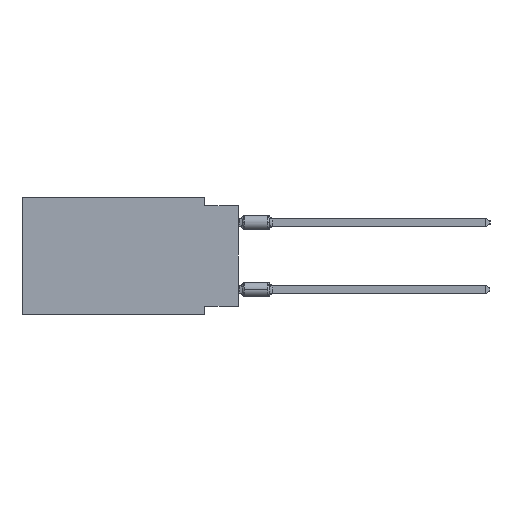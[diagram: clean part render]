
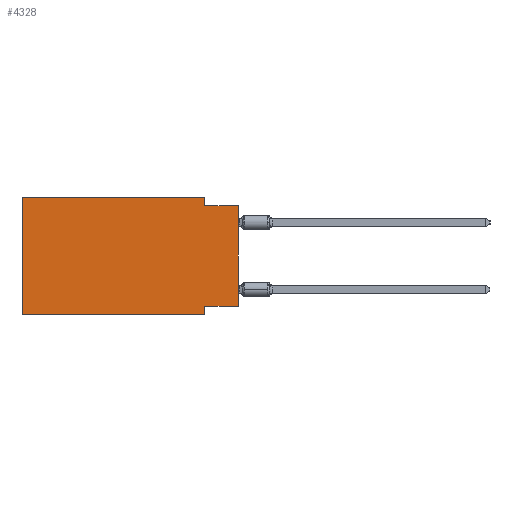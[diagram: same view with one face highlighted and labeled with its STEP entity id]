
A CAD part, left-side view. The second image highlights one B-rep face of the part: STEP entity #4328.
In plain terms, the highlighted planar face has unit normal (-1, 0, 0).
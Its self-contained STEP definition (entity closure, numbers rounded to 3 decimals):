
#31 = LINE ( 'NONE', #16798, #306 ) ;
#306 = VECTOR ( 'NONE', #8065, 1000. ) ;
#529 = DIRECTION ( 'NONE',  ( 0., 0., -1. ) ) ;
#927 = CARTESIAN_POINT ( 'NONE',  ( 0., 0., -0.635 ) ) ;
#1054 = ORIENTED_EDGE ( 'NONE', *, *, #15428, .F. ) ;
#2610 = CARTESIAN_POINT ( 'NONE',  ( 0., 2.54, -8.89 ) ) ;
#3430 = VERTEX_POINT ( 'NONE', #7243 ) ;
#3670 = CARTESIAN_POINT ( 'NONE',  ( 0., 0., 0. ) ) ;
#4191 = DIRECTION ( 'NONE',  ( 0., 0., -1. ) ) ;
#4281 = CARTESIAN_POINT ( 'NONE',  ( 0., 16.383, -8.89 ) ) ;
#4328 = ADVANCED_FACE ( 'NONE', ( #23748 ), #25823, .F. ) ;
#4444 = VERTEX_POINT ( 'NONE', #8742 ) ;
#4632 = ORIENTED_EDGE ( 'NONE', *, *, #16571, .F. ) ;
#5673 = EDGE_CURVE ( 'NONE', #8955, #13135, #8893, .T. ) ;
#5735 = DIRECTION ( 'NONE',  ( 0., 1., 0. ) ) ;
#6417 = LINE ( 'NONE', #10704, #25239 ) ;
#7243 = CARTESIAN_POINT ( 'NONE',  ( 0., 2.54, -8.255 ) ) ;
#7285 = EDGE_CURVE ( 'NONE', #4444, #18608, #6417, .T. ) ;
#7963 = EDGE_LOOP ( 'NONE', ( #25638, #13353, #23523, #10387, #1054, #12137, #24483, #4632 ) ) ;
#8065 = DIRECTION ( 'NONE',  ( 0., 0., 1. ) ) ;
#8340 = DIRECTION ( 'NONE',  ( 1., 0., 0. ) ) ;
#8543 = DIRECTION ( 'NONE',  ( 0., 0., -1. ) ) ;
#8657 = VECTOR ( 'NONE', #22293, 1000. ) ;
#8742 = CARTESIAN_POINT ( 'NONE',  ( 0., 16.383, 0. ) ) ;
#8893 = LINE ( 'NONE', #23754, #20379 ) ;
#8955 = VERTEX_POINT ( 'NONE', #4281 ) ;
#10387 = ORIENTED_EDGE ( 'NONE', *, *, #7285, .F. ) ;
#10704 = CARTESIAN_POINT ( 'NONE',  ( 0., 16.383, 0. ) ) ;
#11671 = LINE ( 'NONE', #16122, #16745 ) ;
#11704 = LINE ( 'NONE', #927, #8657 ) ;
#12098 = DIRECTION ( 'NONE',  ( 0., 0., 1. ) ) ;
#12137 = ORIENTED_EDGE ( 'NONE', *, *, #5673, .T. ) ;
#12987 = EDGE_CURVE ( 'NONE', #3430, #13135, #15199, .T. ) ;
#13135 = VERTEX_POINT ( 'NONE', #2610 ) ;
#13353 = ORIENTED_EDGE ( 'NONE', *, *, #24591, .F. ) ;
#13703 = EDGE_CURVE ( 'NONE', #20813, #20067, #22693, .T. ) ;
#13834 = CARTESIAN_POINT ( 'NONE',  ( 0., 2.54, 0. ) ) ;
#14916 = CARTESIAN_POINT ( 'NONE',  ( 0., 2.54, 0. ) ) ;
#15062 = LINE ( 'NONE', #14916, #20338 ) ;
#15144 = CARTESIAN_POINT ( 'NONE',  ( 0., 2.54, -0.635 ) ) ;
#15169 = VERTEX_POINT ( 'NONE', #15144 ) ;
#15199 = LINE ( 'NONE', #19253, #18219 ) ;
#15428 = EDGE_CURVE ( 'NONE', #8955, #4444, #31, .T. ) ;
#16122 = CARTESIAN_POINT ( 'NONE',  ( 0., 0., -8.255 ) ) ;
#16571 = EDGE_CURVE ( 'NONE', #20813, #3430, #11671, .T. ) ;
#16745 = VECTOR ( 'NONE', #5735, 1000. ) ;
#16798 = CARTESIAN_POINT ( 'NONE',  ( 0., 16.383, 0. ) ) ;
#16834 = DIRECTION ( 'NONE',  ( 0., -1., 0. ) ) ;
#17236 = AXIS2_PLACEMENT_3D ( 'NONE', #21676, #8340, #4191 ) ;
#17237 = DIRECTION ( 'NONE',  ( 0., -1., 0. ) ) ;
#17543 = EDGE_CURVE ( 'NONE', #18608, #15169, #15062, .T. ) ;
#18219 = VECTOR ( 'NONE', #8543, 1000. ) ;
#18608 = VERTEX_POINT ( 'NONE', #13834 ) ;
#19253 = CARTESIAN_POINT ( 'NONE',  ( 0., 2.54, -8.89 ) ) ;
#20067 = VERTEX_POINT ( 'NONE', #24766 ) ;
#20338 = VECTOR ( 'NONE', #529, 1000. ) ;
#20379 = VECTOR ( 'NONE', #17237, 1000. ) ;
#20813 = VERTEX_POINT ( 'NONE', #21302 ) ;
#21302 = CARTESIAN_POINT ( 'NONE',  ( 0., 0., -8.255 ) ) ;
#21676 = CARTESIAN_POINT ( 'NONE',  ( 0., 16.383, 0. ) ) ;
#22293 = DIRECTION ( 'NONE',  ( 0., -1., 0. ) ) ;
#22693 = LINE ( 'NONE', #3670, #23919 ) ;
#23523 = ORIENTED_EDGE ( 'NONE', *, *, #17543, .F. ) ;
#23748 = FACE_OUTER_BOUND ( 'NONE', #7963, .T. ) ;
#23754 = CARTESIAN_POINT ( 'NONE',  ( 0., 16.383, -8.89 ) ) ;
#23919 = VECTOR ( 'NONE', #12098, 1000. ) ;
#24483 = ORIENTED_EDGE ( 'NONE', *, *, #12987, .F. ) ;
#24591 = EDGE_CURVE ( 'NONE', #15169, #20067, #11704, .T. ) ;
#24766 = CARTESIAN_POINT ( 'NONE',  ( 0., 0., -0.635 ) ) ;
#25239 = VECTOR ( 'NONE', #16834, 1000. ) ;
#25638 = ORIENTED_EDGE ( 'NONE', *, *, #13703, .T. ) ;
#25823 = PLANE ( 'NONE',  #17236 ) ;
